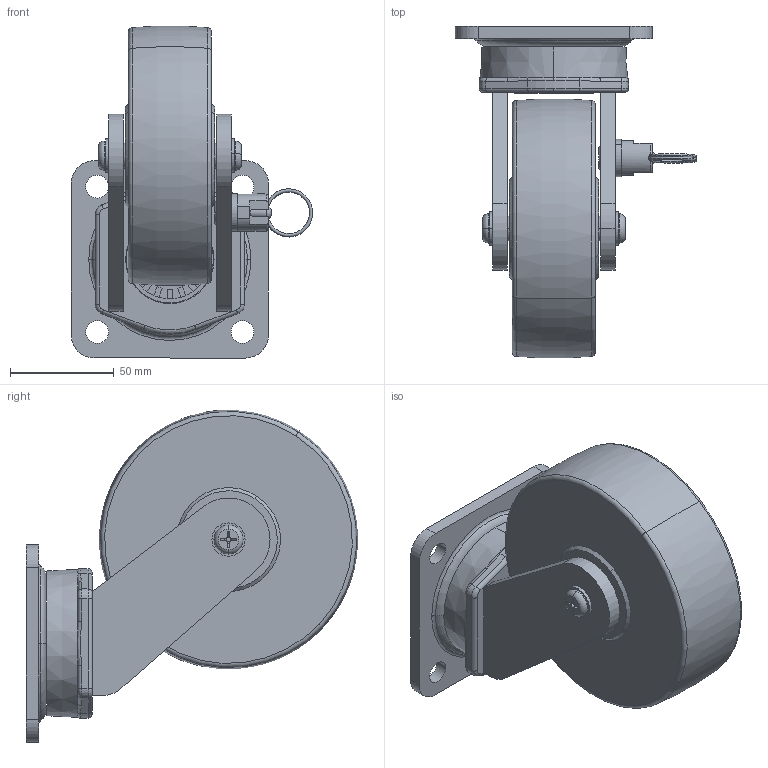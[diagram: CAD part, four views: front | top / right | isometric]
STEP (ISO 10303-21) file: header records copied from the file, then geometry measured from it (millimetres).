
FILE_DESCRIPTION (( 'STEP AP203' ), '1' );
FILE_NAME ('ACMM-125SFB ASSY.STEP', '2016-09-19T00:41:09', ( '' ), ( '' ), 'SwSTEP 2.0', 'SolidWorks 2016', '' );
FILE_SCHEMA (( 'CONFIG_CONTROL_DESIGN' ));
Length unit declared in the file: millimetre
Products named in the file (1): ACMM-125SFB ASSY
Bounding box: 116.32 x 159.85 x 159.91 mm (x, y, z)
Volume: 640924.8 mm3; surface area: 118984.7 mm2
Topology: 13 solids, 13 shells, 560 faces, 1397 edges, 855 vertices
Faces by surface type: cylinder 205, plane 184, cone 74, torus 58, bspline 39
Entity records: 21010 total; most frequent: CARTESIAN_POINT 7894, DIRECTION 2786, ORIENTED_EDGE 2690, EDGE_CURVE 1345, AXIS2_PLACEMENT_3D 1094, VERTEX_POINT 855, EDGE_LOOP 632, VECTOR 598
